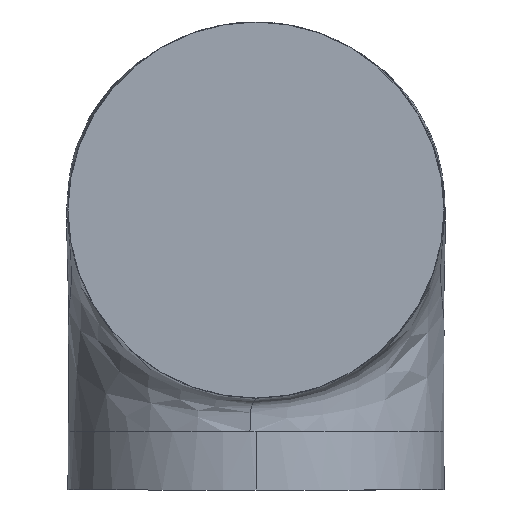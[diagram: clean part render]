
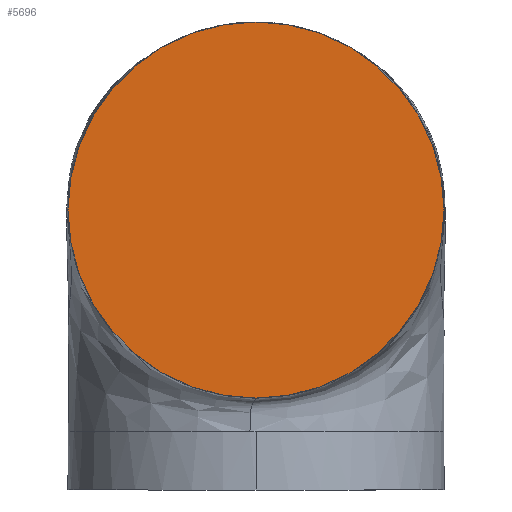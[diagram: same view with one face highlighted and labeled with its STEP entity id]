
A CAD part, front view. The second image highlights one B-rep face of the part: STEP entity #5696.
In plain terms, the highlighted planar face has unit normal (0, -1, 0).
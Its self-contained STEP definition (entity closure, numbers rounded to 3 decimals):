
#916 = FACE_OUTER_BOUND ( 'NONE', #12996, .T. ) ;
#1110 = ORIENTED_EDGE ( 'NONE', *, *, #10856, .F. ) ;
#1617 = VERTEX_POINT ( 'NONE', #1922 ) ;
#1922 = CARTESIAN_POINT ( 'NONE',  ( 90., 0., 0. ) ) ;
#2172 = CARTESIAN_POINT ( 'NONE',  ( 0., 0., 0. ) ) ;
#2228 = DIRECTION ( 'NONE',  ( 0., 1., 0. ) ) ;
#2236 = CIRCLE ( 'NONE', #10658, 90. ) ;
#2374 = AXIS2_PLACEMENT_3D ( 'NONE', #10472, #2228, #10283 ) ;
#3854 = VERTEX_POINT ( 'NONE', #7636 ) ;
#4275 = EDGE_CURVE ( 'NONE', #1617, #3854, #2236, .T. ) ;
#4961 = DIRECTION ( 'NONE',  ( 0., 1., 0. ) ) ;
#5696 = ADVANCED_FACE ( 'NONE', ( #916 ), #11201, .F. ) ;
#6213 = DIRECTION ( 'NONE',  ( 1., 0., 0. ) ) ;
#6565 = AXIS2_PLACEMENT_3D ( 'NONE', #2172, #4961, #6213 ) ;
#7150 = DIRECTION ( 'NONE',  ( 0., 1., 0. ) ) ;
#7636 = CARTESIAN_POINT ( 'NONE',  ( -90., 0., 0. ) ) ;
#8076 = CIRCLE ( 'NONE', #2374, 90. ) ;
#10283 = DIRECTION ( 'NONE',  ( 1., 0., 0. ) ) ;
#10472 = CARTESIAN_POINT ( 'NONE',  ( 0., 0., 0. ) ) ;
#10658 = AXIS2_PLACEMENT_3D ( 'NONE', #12147, #7150, #11224 ) ;
#10743 = ORIENTED_EDGE ( 'NONE', *, *, #4275, .F. ) ;
#10856 = EDGE_CURVE ( 'NONE', #3854, #1617, #8076, .T. ) ;
#11201 = PLANE ( 'NONE',  #6565 ) ;
#11224 = DIRECTION ( 'NONE',  ( 1., 0., 0. ) ) ;
#12147 = CARTESIAN_POINT ( 'NONE',  ( 0., 0., 0. ) ) ;
#12996 = EDGE_LOOP ( 'NONE', ( #1110, #10743 ) ) ;
